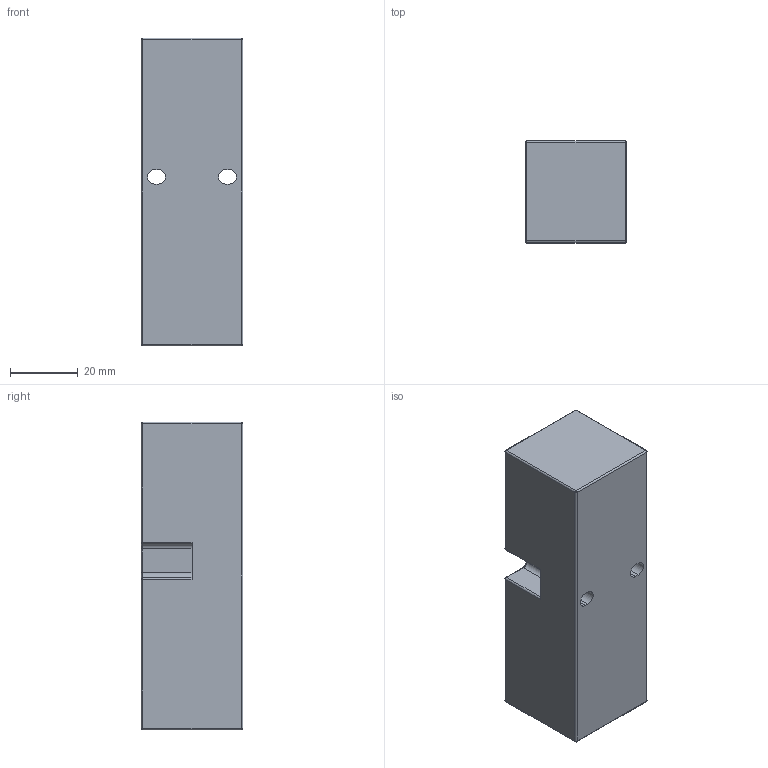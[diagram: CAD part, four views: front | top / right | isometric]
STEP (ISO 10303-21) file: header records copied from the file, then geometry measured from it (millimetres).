
FILE_DESCRIPTION((''),'2;1');
FILE_NAME('M1A_D000159A','2006-01-03T',('Pepperl+Fuchs'),('Industriehansa'),'PRO/ENGINEER BY PARAMETRIC TECHNOLOGY CORPORATION, 2005290','PRO/ENGINEER BY PARAMETRIC TECHNOLOGY CORPORATION, 2005290','');
FILE_SCHEMA(('AUTOMOTIVE_DESIGN_CC2 { 1 2 10303 214 -1 1 5 2 }'));
Length unit declared in the file: millimetre
Products named in the file (1): M1A_D000159A
Bounding box: 30 x 30 x 91 mm (x, y, z)
Volume: 77109.6 mm3; surface area: 13898.3 mm2
Topology: 1 solids, 1 shells, 69 faces, 206 edges, 144 vertices
Faces by surface type: cylinder 34, plane 19, sphere 12, torus 4
Entity records: 3027 total; most frequent: DIRECTION 434, CARTESIAN_POINT 364, ORIENTED_EDGE 308, PRESENTATION_STYLE_ASSIGNMENT 223, STYLED_ITEM 220, CURVE_STYLE 213, AXIS2_PLACEMENT_3D 158, EDGE_CURVE 154
